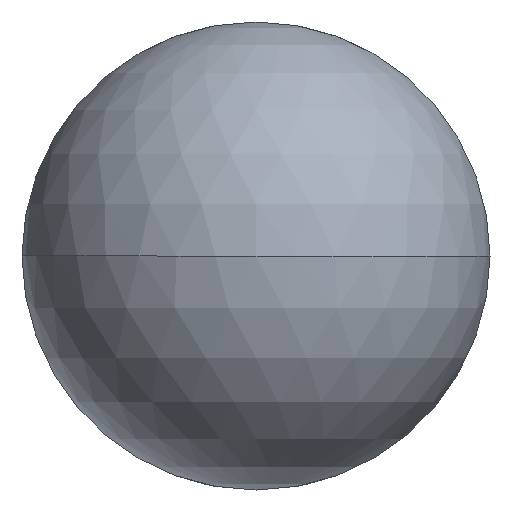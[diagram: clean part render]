
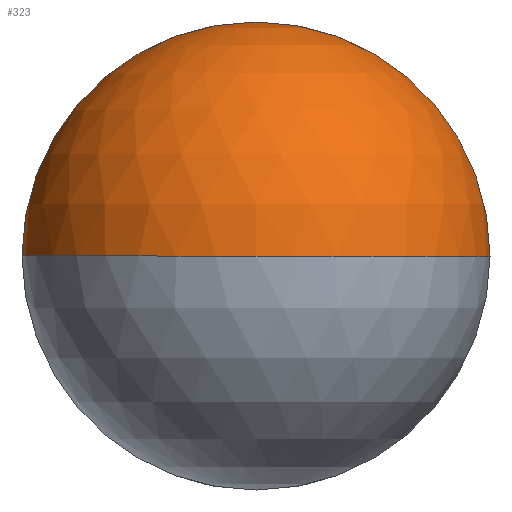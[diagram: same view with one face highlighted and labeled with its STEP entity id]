
A CAD part, front view. The second image highlights one B-rep face of the part: STEP entity #323.
In plain terms, the highlighted spherical face has radius 2.381 mm.
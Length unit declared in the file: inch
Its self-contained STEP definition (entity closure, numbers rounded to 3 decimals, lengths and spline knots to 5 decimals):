
#12 = CARTESIAN_POINT ( 'NONE',  ( 0., 0.09375, 0. ) ) ;
#20 = ORIENTED_EDGE ( 'NONE', *, *, #106, .T. ) ;
#24 = CARTESIAN_POINT ( 'NONE',  ( 0., 0.09375, 0. ) ) ;
#28 = DIRECTION ( 'NONE',  ( 0., 0., -1. ) ) ;
#37 = DIRECTION ( 'NONE',  ( 1., 0., 0. ) ) ;
#39 = EDGE_LOOP ( 'NONE', ( #182, #20, #72, #247 ) ) ;
#40 = CIRCLE ( 'NONE', #82, 0.09375 ) ;
#57 = AXIS2_PLACEMENT_3D ( 'NONE', #24, #28, #225 ) ;
#59 = AXIS2_PLACEMENT_3D ( 'NONE', #105, #109, #171 ) ;
#72 = ORIENTED_EDGE ( 'NONE', *, *, #155, .F. ) ;
#73 = CARTESIAN_POINT ( 'NONE',  ( 0., 0.09375, 0. ) ) ;
#82 = AXIS2_PLACEMENT_3D ( 'NONE', #12, #162, #127 ) ;
#100 = VERTEX_POINT ( 'NONE', #204 ) ;
#105 = CARTESIAN_POINT ( 'NONE',  ( 0., 0.09375, 0. ) ) ;
#106 = EDGE_CURVE ( 'NONE', #100, #163, #193, .T. ) ;
#109 = DIRECTION ( 'NONE',  ( 0., 0., 1. ) ) ;
#112 = CARTESIAN_POINT ( 'NONE',  ( 0., 0.09375, 0.09375 ) ) ;
#127 = DIRECTION ( 'NONE',  ( 0., 0., -1. ) ) ;
#141 = DIRECTION ( 'NONE',  ( 0., -1., 0. ) ) ;
#155 = EDGE_CURVE ( 'NONE', #252, #163, #186, .T. ) ;
#162 = DIRECTION ( 'NONE',  ( 0., -1., 0. ) ) ;
#163 = VERTEX_POINT ( 'NONE', #223 ) ;
#171 = DIRECTION ( 'NONE',  ( 1., 0., 0. ) ) ;
#182 = ORIENTED_EDGE ( 'NONE', *, *, #206, .T. ) ;
#185 = VERTEX_POINT ( 'NONE', #112 ) ;
#186 = CIRCLE ( 'NONE', #57, 0.09375 ) ;
#193 = CIRCLE ( 'NONE', #59, 0.09375 ) ;
#204 = CARTESIAN_POINT ( 'NONE',  ( -0.09375, 0.09375, 0. ) ) ;
#206 = EDGE_CURVE ( 'NONE', #185, #100, #283, .T. ) ;
#218 = FACE_OUTER_BOUND ( 'NONE', #39, .T. ) ;
#223 = CARTESIAN_POINT ( 'NONE',  ( 0., 0., 0. ) ) ;
#225 = DIRECTION ( 'NONE',  ( -1., 0., 0. ) ) ;
#238 = CARTESIAN_POINT ( 'NONE',  ( 0.09375, 0.09375, 0. ) ) ;
#247 = ORIENTED_EDGE ( 'NONE', *, *, #282, .T. ) ;
#252 = VERTEX_POINT ( 'NONE', #238 ) ;
#282 = EDGE_CURVE ( 'NONE', #252, #185, #40, .T. ) ;
#283 = CIRCLE ( 'NONE', #325, 0.09375 ) ;
#323 = ADVANCED_FACE ( 'NONE', ( #218 ), #333, .T. ) ;
#325 = AXIS2_PLACEMENT_3D ( 'NONE', #336, #141, #339 ) ;
#330 = AXIS2_PLACEMENT_3D ( 'NONE', #73, #353, #37 ) ;
#333 = SPHERICAL_SURFACE ( 'NONE', #330, 0.09375 ) ;
#336 = CARTESIAN_POINT ( 'NONE',  ( 0., 0.09375, 0. ) ) ;
#339 = DIRECTION ( 'NONE',  ( 0., 0., -1. ) ) ;
#353 = DIRECTION ( 'NONE',  ( 0., 0., 1. ) ) ;
